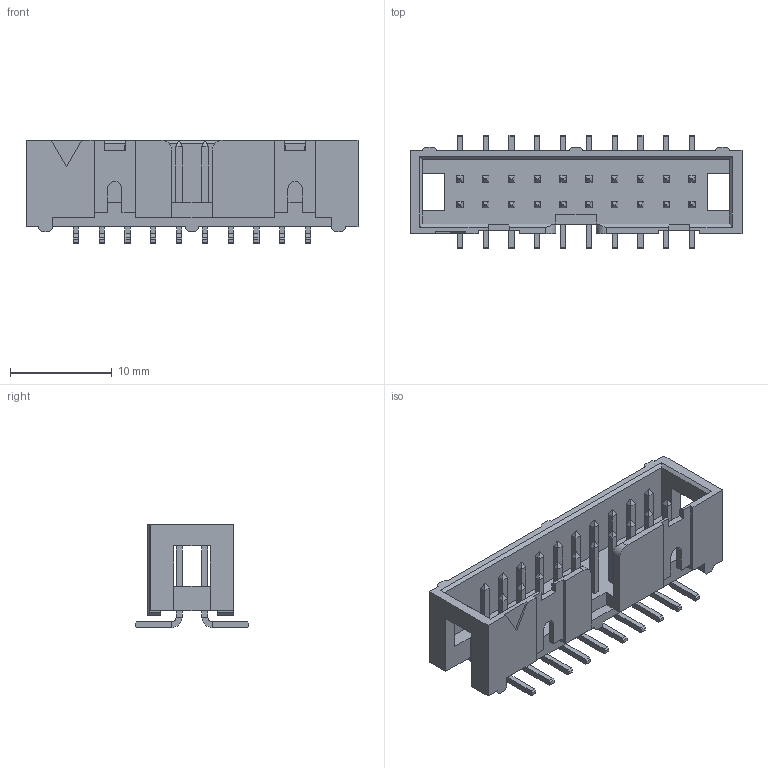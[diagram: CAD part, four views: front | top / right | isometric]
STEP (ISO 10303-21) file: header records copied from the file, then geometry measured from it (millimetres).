
FILE_DESCRIPTION( ('This file contains a STEP AP42 implementation' ,'as created by ZW3D STEP Interface translator.') ,'2;1' );
FILE_NAME( '3113-XXMXXBK00X1.stp' ,'231218. 82838', (''), ('ZWCAD Software Co.'), 'Version 1.0', 'ZW3D to STEP translator', '' );
FILE_SCHEMA(('AUTOMOTIVE_DESIGN { 1 0 10303 214 1 1 1 1 }'));
Length unit declared in the file: millimetre
Products named in the file (1): 0
Bounding box: 32.7 x 11.18 x 10.16 mm (x, y, z)
Volume: 1011.8 mm3; surface area: 2124.8 mm2
Topology: 1 solids, 1 shells, 596 faces, 1436 edges, 874 vertices
Faces by surface type: plane 552, cylinder 44
Entity records: 17364 total; most frequent: CARTESIAN_POINT 2907, ORIENTED_EDGE 2872, DIRECTION 2720, EDGE_CURVE 1436, VECTOR 1346, LINE 1346, VERTEX_POINT 874, AXIS2_PLACEMENT_3D 687
